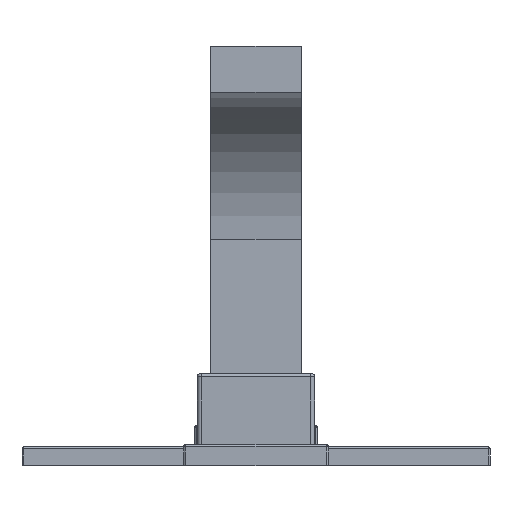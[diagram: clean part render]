
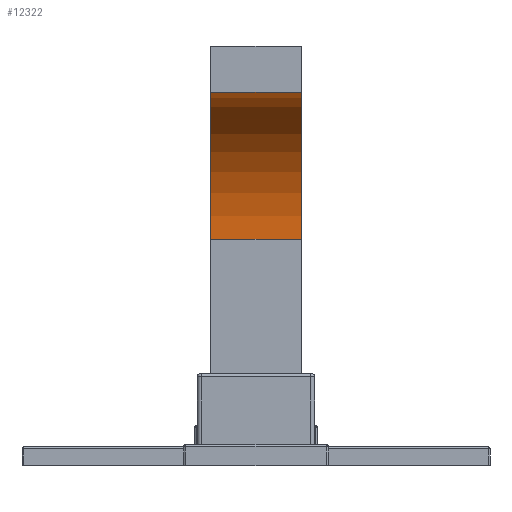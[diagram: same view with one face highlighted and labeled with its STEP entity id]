
A CAD part, front view. The second image highlights one B-rep face of the part: STEP entity #12322.
In plain terms, the highlighted cylindrical face has radius 62.56 mm (diameter 125.12 mm), a partial arc.
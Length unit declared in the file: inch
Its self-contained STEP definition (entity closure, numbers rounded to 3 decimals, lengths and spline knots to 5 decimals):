
#11557=CARTESIAN_POINT('',(0.75,-10.838,3.75003));
#11558=DIRECTION('',(1.,0.,0.));
#11559=DIRECTION('',(0.,1.,0.));
#11560=AXIS2_PLACEMENT_3D('',#11557,#11558,#11559);
#11596=DIRECTION('',(1.,0.,0.));
#11597=VECTOR('',#11596,1.5);
#11598=CARTESIAN_POINT('',(-0.75,-10.455,6.18306));
#11599=LINE('',#11598,#11597);
#11600=DIRECTION('',(1.,0.,0.));
#11601=VECTOR('',#11600,1.5);
#11602=CARTESIAN_POINT('',(-0.75,-8.375,3.75003));
#11603=LINE('',#11602,#11601);
#11604=CARTESIAN_POINT('',(-0.75,-10.838,3.75003));
#11605=DIRECTION('',(1.,0.,0.));
#11606=DIRECTION('',(0.,1.,0.));
#11607=AXIS2_PLACEMENT_3D('',#11604,#11605,#11606);
#11693=CARTESIAN_POINT('',(-0.75,-8.375,3.75003));
#11694=CARTESIAN_POINT('',(0.75,-8.375,3.75003));
#11695=VERTEX_POINT('',#11693);
#11696=VERTEX_POINT('',#11694);
#11697=CARTESIAN_POINT('',(-0.75,-10.455,6.18306));
#11699=VERTEX_POINT('',#11697);
#11701=CARTESIAN_POINT('',(0.75,-10.455,6.18306));
#11703=VERTEX_POINT('',#11701);
#12311=CARTESIAN_POINT('',(-1.,-10.838,3.75003));
#12312=DIRECTION('',(1.,0.,0.));
#12313=DIRECTION('',(0.,-1.,0.));
#12314=AXIS2_PLACEMENT_3D('',#12311,#12312,#12313);
#12315=CYLINDRICAL_SURFACE('',#12314,2.463);
#12316=ORIENTED_EDGE('',*,*,#12306,.T.);
#12317=ORIENTED_EDGE('',*,*,#12244,.F.);
#12318=ORIENTED_EDGE('',*,*,#12262,.F.);
#12319=ORIENTED_EDGE('',*,*,#12279,.T.);
#12320=EDGE_LOOP('',(#12316,#12317,#12318,#12319));
#12321=FACE_OUTER_BOUND('',#12320,.F.);
#12322=ADVANCED_FACE('',(#12321),#12315,.F.);
#11561=CIRCLE('',#11560,2.463);
#11608=CIRCLE('',#11607,2.463);
#12244=EDGE_CURVE('',#11696,#11703,#11561,.T.);
#12262=EDGE_CURVE('',#11695,#11696,#11603,.T.);
#12279=EDGE_CURVE('',#11695,#11699,#11608,.T.);
#12306=EDGE_CURVE('',#11699,#11703,#11599,.T.);
